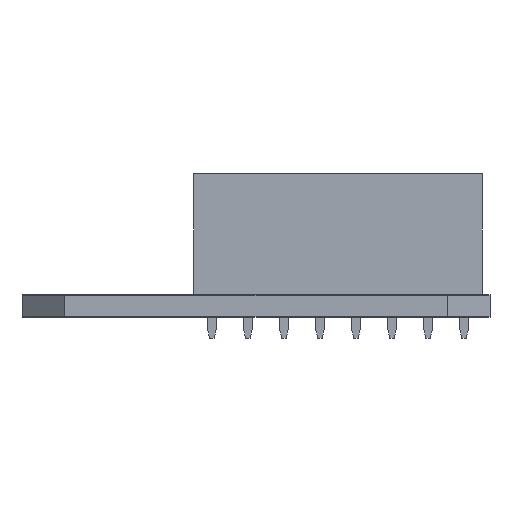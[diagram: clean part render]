
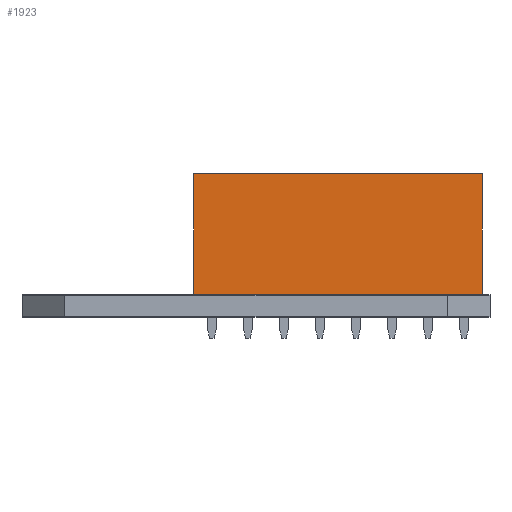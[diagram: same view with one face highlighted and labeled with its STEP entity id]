
A CAD part, left-side view. The second image highlights one B-rep face of the part: STEP entity #1923.
In plain terms, the highlighted planar face has unit normal (-1, 0, 0).
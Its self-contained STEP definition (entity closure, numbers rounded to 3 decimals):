
#100 = VERTEX_POINT('',#101);
#101 = CARTESIAN_POINT('',(-3.81,-19.05,0.));
#109 = EDGE_CURVE('',#100,#110,#112,.T.);
#110 = VERTEX_POINT('',#111);
#111 = CARTESIAN_POINT('',(-3.81,-19.05,8.5));
#112 = LINE('',#113,#114);
#113 = CARTESIAN_POINT('',(-3.81,-19.05,0.));
#114 = VECTOR('',#115,1.);
#115 = DIRECTION('',(0.,0.,1.));
#172 = VERTEX_POINT('',#173);
#173 = CARTESIAN_POINT('',(-3.81,1.27,8.5));
#179 = EDGE_CURVE('',#180,#172,#182,.T.);
#180 = VERTEX_POINT('',#181);
#181 = CARTESIAN_POINT('',(-3.81,1.27,0.));
#182 = LINE('',#183,#184);
#183 = CARTESIAN_POINT('',(-3.81,1.27,0.));
#184 = VECTOR('',#185,1.);
#185 = DIRECTION('',(0.,0.,1.));
#244 = EDGE_CURVE('',#172,#110,#245,.T.);
#245 = LINE('',#246,#247);
#246 = CARTESIAN_POINT('',(-3.81,1.27,8.5));
#247 = VECTOR('',#248,1.);
#248 = DIRECTION('',(0.,-1.,0.));
#811 = EDGE_CURVE('',#180,#100,#812,.T.);
#812 = LINE('',#813,#814);
#813 = CARTESIAN_POINT('',(-3.81,1.27,0.));
#814 = VECTOR('',#815,1.);
#815 = DIRECTION('',(0.,-1.,0.));
#1923 = ADVANCED_FACE('',(#1924),#1930,.F.);
#1924 = FACE_BOUND('',#1925,.F.);
#1925 = EDGE_LOOP('',(#1926,#1927,#1928,#1929));
#1926 = ORIENTED_EDGE('',*,*,#179,.T.);
#1927 = ORIENTED_EDGE('',*,*,#244,.T.);
#1928 = ORIENTED_EDGE('',*,*,#109,.F.);
#1929 = ORIENTED_EDGE('',*,*,#811,.F.);
#1930 = PLANE('',#1931);
#1931 = AXIS2_PLACEMENT_3D('',#1932,#1933,#1934);
#1932 = CARTESIAN_POINT('',(-3.81,1.27,0.));
#1933 = DIRECTION('',(1.,0.,0.));
#1934 = DIRECTION('',(0.,-1.,0.));
